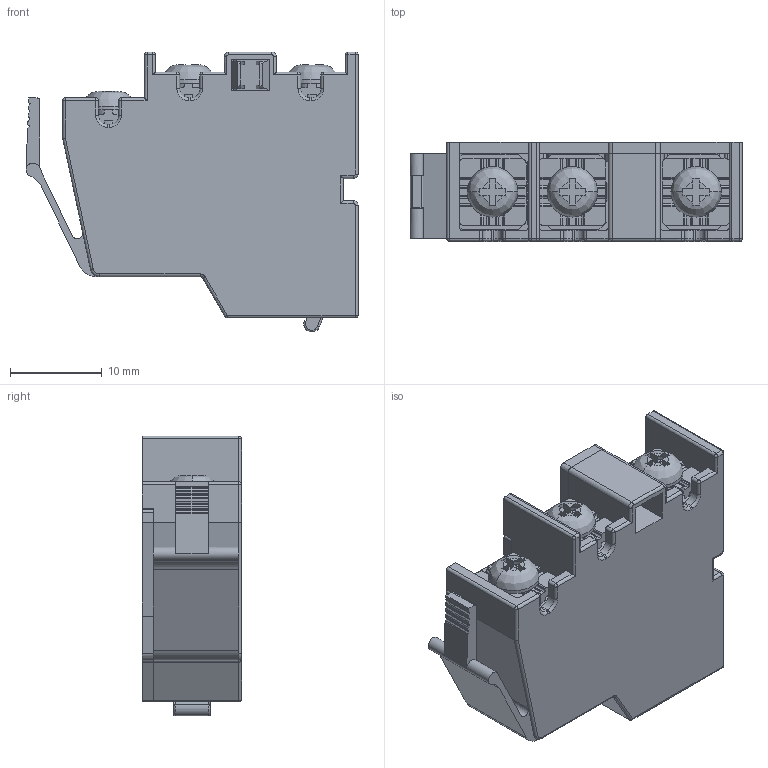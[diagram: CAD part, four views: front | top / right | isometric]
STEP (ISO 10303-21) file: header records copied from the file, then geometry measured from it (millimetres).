
FILE_DESCRIPTION(/* description */ (''),/* implementation_level */ '2;1');
FILE_NAME(/* name */ 'FILE_STP_CAD_DRAWING_3D_P5X1011_UL_prt.stp',/* time_stamp */ '2025-09-30T14:09:20+02:00',/* author */ (''),/* organization */ (''),/* preprocessor_version */ 'ST-DEVELOPER v20',/* originating_system */ 'SIEMENS PLM Software NX2406.8500',/* authorisation */ '');
FILE_SCHEMA (('AUTOMOTIVE_DESIGN { 1 0 10303 214 3 1 1 1 }'));
Length unit declared in the file: millimetre
Products named in the file (1): 3D_P5X1011_UL
Bounding box: 36.2 x 10.8 x 30.52 mm (x, y, z)
Surface area: 6026.5 mm2 (no closed solid volume)
Topology: 0 solids, 29 shells, 525 faces, 2080 edges, 1526 vertices
Faces by surface type: plane 256, cylinder 212, torus 16, cone 16, sphere 13, bspline 11, extrusion 1
Entity records: 22238 total; most frequent: CARTESIAN_POINT 4921, DIRECTION 3610, ORIENTED_EDGE 3093, EDGE_CURVE 2067, VERTEX_POINT 1525, VECTOR 1368, LINE 1367, AXIS2_PLACEMENT_3D 1121
